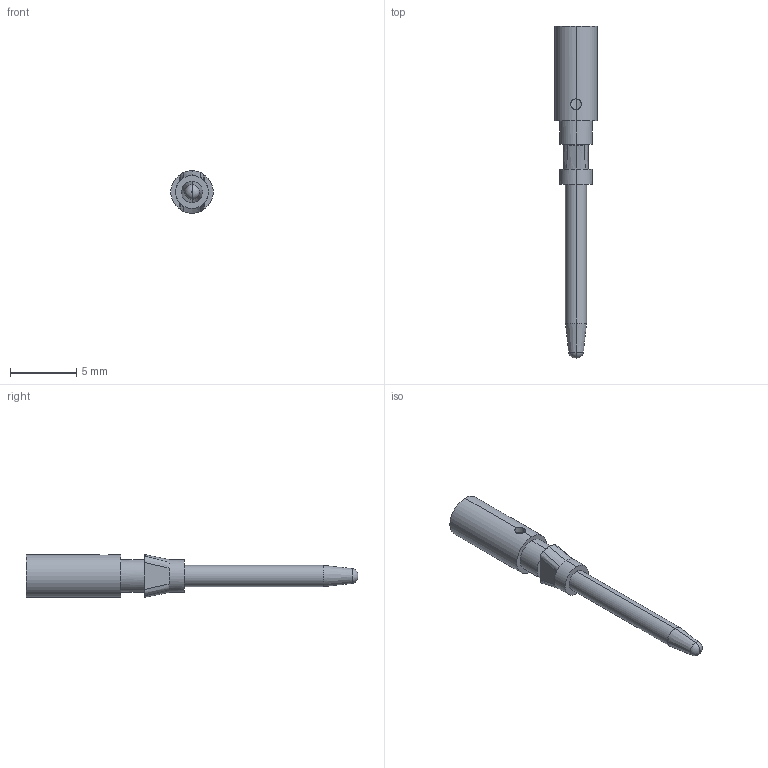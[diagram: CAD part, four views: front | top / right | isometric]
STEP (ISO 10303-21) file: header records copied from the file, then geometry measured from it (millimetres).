
FILE_DESCRIPTION (( 'STEP AP214' ), '1' );
FILE_NAME ('ZP-MC-CC-M10A-14G.step', '2015-08-12T18:19:41', ( '' ), ( '' ), 'SwSTEP 2.0', 'SolidWorks 2014', '' );
FILE_SCHEMA (( 'AUTOMOTIVE_DESIGN' ));
Length unit declared in the file: millimetre
Products named in the file (1): ZP-MC-CC-M10A-14G
Bounding box: 3.2 x 25 x 3.2 mm (x, y, z)
Volume: 78.2 mm3; surface area: 236.1 mm2
Topology: 1 solids, 1 shells, 43 faces, 102 edges, 62 vertices
Faces by surface type: cylinder 15, plane 13, cone 7, torus 4, bspline 4
Entity records: 1406 total; most frequent: CARTESIAN_POINT 416, ORIENTED_EDGE 204, DIRECTION 196, EDGE_CURVE 102, AXIS2_PLACEMENT_3D 84, VERTEX_POINT 62, EDGE_LOOP 46, CIRCLE 44
